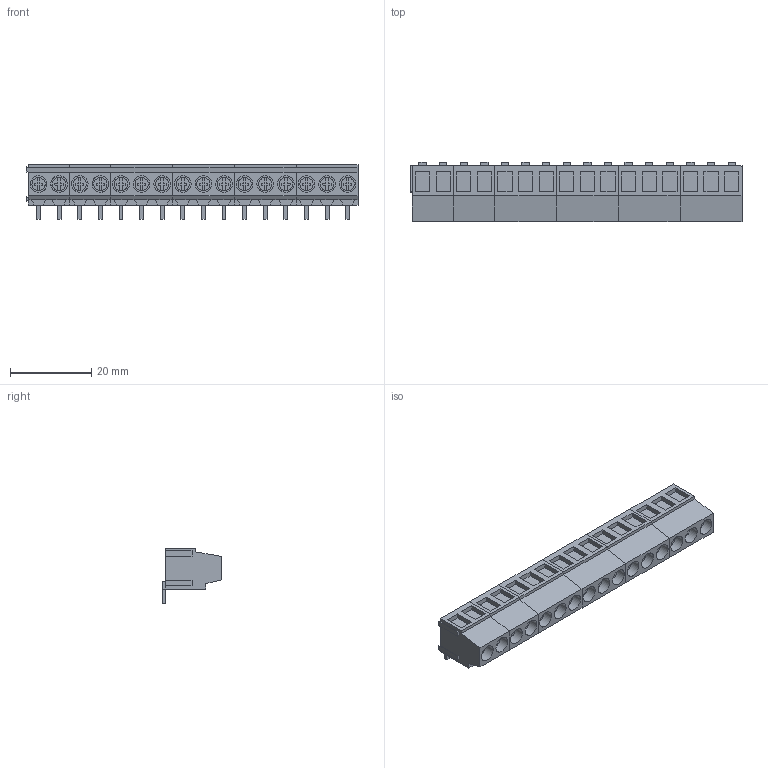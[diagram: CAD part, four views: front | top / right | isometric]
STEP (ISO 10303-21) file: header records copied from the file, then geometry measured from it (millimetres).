
FILE_DESCRIPTION(('CATIA V5 STEP Exchange','CAx-IF Rec.Pracs.--- Model Styling and Organization---1.2---2011-12-15'),'2;1');
FILE_NAME ('D1465188_0_9995090000_9995090000.stp','2018-03-31T10:41:34+00:00',('none'),('Weidmueller'),'CATIA Version 5-6 Release 2014','CATIA V5 STEP AP214','none');
FILE_SCHEMA(('AUTOMOTIVE_DESIGN { 1 0 10303 214 1 1 1 1 }'));
Length unit declared in the file: millimetre
Products named in the file (1): 9995090000
Bounding box: 81.83 x 14.6 x 13.5 mm (x, y, z)
Volume: 7752.2 mm3; surface area: 9056.4 mm2
Topology: 38 solids, 38 shells, 1148 faces, 3040 edges, 2016 vertices
Faces by surface type: plane 1052, cylinder 96
Entity records: 34696 total; most frequent: CARTESIAN_POINT 6804, ORIENTED_EDGE 6080, DIRECTION 4664, EDGE_CURVE 3040, VECTOR 2784, LINE 2784, VERTEX_POINT 2016, EDGE_LOOP 1196
